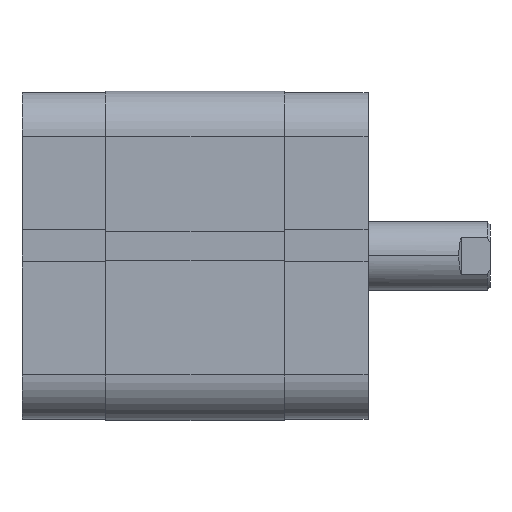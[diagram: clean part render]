
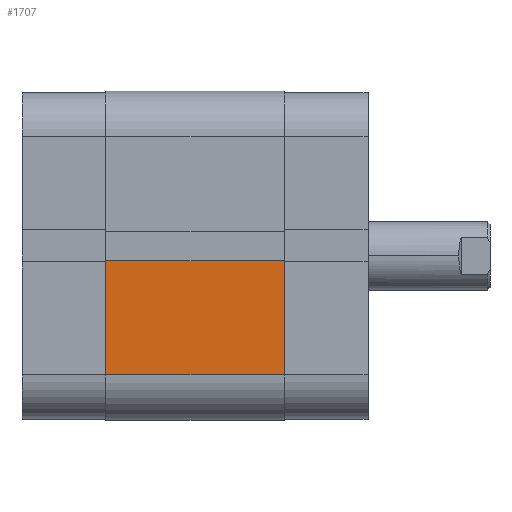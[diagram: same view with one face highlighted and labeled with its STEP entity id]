
A CAD part, top view. The second image highlights one B-rep face of the part: STEP entity #1707.
In plain terms, the highlighted face is planar.
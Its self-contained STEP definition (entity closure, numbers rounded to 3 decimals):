
#332 = CARTESIAN_POINT ( 'NONE',  ( 29., -63.941, 31.5 ) ) ;
#333 = DIRECTION ( 'NONE',  ( 0., -1., 0. ) ) ;
#382 = CARTESIAN_POINT ( 'NONE',  ( 29., 0.85, 31.5 ) ) ;
#383 = DIRECTION ( 'NONE',  ( 0., 0., -1. ) ) ;
#386 = CARTESIAN_POINT ( 'NONE',  ( 29., 21., 31.5 ) ) ;
#389 = DIRECTION ( 'NONE',  ( 0., 0., -1. ) ) ;
#390 = CARTESIAN_POINT ( 'NONE',  ( 29., -63.941, 0. ) ) ;
#391 = DIRECTION ( 'NONE',  ( 0., -1., 0. ) ) ;
#1231 = CARTESIAN_POINT ( 'NONE',  ( 29., 21., 31.5 ) ) ;
#1268 = CARTESIAN_POINT ( 'NONE',  ( 29., 21., 0. ) ) ;
#1307 = CARTESIAN_POINT ( 'NONE',  ( 29., 0.85, 0. ) ) ;
#1707 = ADVANCED_FACE ( 'NONE', ( #3182 ), #4259, .T. ) ;
#2493 = EDGE_LOOP ( 'NONE', ( #2961, #2960, #2959, #2958 ) ) ;
#2958 = ORIENTED_EDGE ( 'NONE', *, *, #6005, .T. ) ;
#2959 = ORIENTED_EDGE ( 'NONE', *, *, #5982, .T. ) ;
#2960 = ORIENTED_EDGE ( 'NONE', *, *, #6008, .F. ) ;
#2961 = ORIENTED_EDGE ( 'NONE', *, *, #6009, .F. ) ;
#3182 = FACE_OUTER_BOUND ( 'NONE', #2493, .T. ) ;
#3799 = LINE ( 'NONE', #332, #3800 ) ;
#3800 = VECTOR ( 'NONE', #333, 1000. ) ;
#3838 = LINE ( 'NONE', #386, #3848 ) ;
#3843 = LINE ( 'NONE', #382, #3844 ) ;
#3844 = VECTOR ( 'NONE', #383, 1000. ) ;
#3848 = VECTOR ( 'NONE', #389, 1000. ) ;
#3850 = LINE ( 'NONE', #390, #3851 ) ;
#3851 = VECTOR ( 'NONE', #391, 1000. ) ;
#4258 = CARTESIAN_POINT ( 'NONE',  ( 29., -63.941, 31.5 ) ) ;
#4259 = PLANE ( 'NONE',  #6386 ) ;
#4261 = DIRECTION ( 'NONE',  ( 1., 0., 0. ) ) ;
#4262 = DIRECTION ( 'NONE',  ( 0., 1., 0. ) ) ;
#5061 = CARTESIAN_POINT ( 'NONE',  ( 29., 0.85, 31.5 ) ) ;
#5296 = VERTEX_POINT ( 'NONE', #5061 ) ;
#5982 = EDGE_CURVE ( 'NONE', #6477, #5296, #3799, .T. ) ;
#6005 = EDGE_CURVE ( 'NONE', #5296, #6555, #3843, .T. ) ;
#6008 = EDGE_CURVE ( 'NONE', #6477, #6516, #3838, .T. ) ;
#6009 = EDGE_CURVE ( 'NONE', #6516, #6555, #3850, .T. ) ;
#6386 = AXIS2_PLACEMENT_3D ( 'NONE', #4258, #4261, #4262 ) ;
#6477 = VERTEX_POINT ( 'NONE', #1231 ) ;
#6516 = VERTEX_POINT ( 'NONE', #1268 ) ;
#6555 = VERTEX_POINT ( 'NONE', #1307 ) ;
